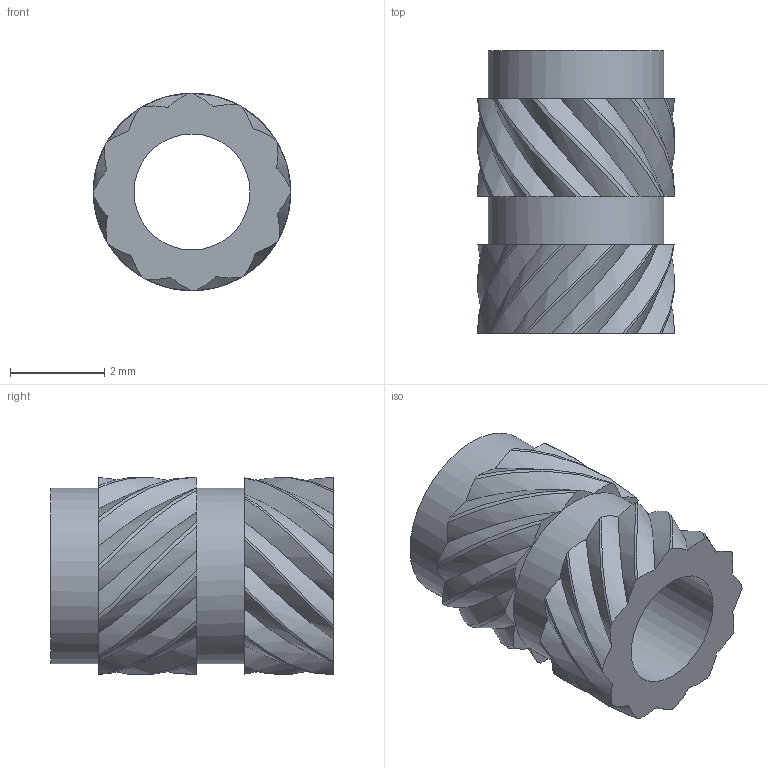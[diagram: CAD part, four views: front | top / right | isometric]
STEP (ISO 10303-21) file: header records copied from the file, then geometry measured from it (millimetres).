
FILE_DESCRIPTION(/* description */ ('Unknown'),/* implementation_level */ '2;1');
FILE_NAME(/* name */ 'M3-insert.step',/* time_stamp */ '2024-09-27T17:49:30+02:00',/* author */ (''),/* organization */ (''),/* preprocessor_version */ 'ST-DEVELOPER v20',/* originating_system */ 'Autodesk Translation Framework v13.20.0.188',/* authorisation */ '');
FILE_SCHEMA (('AUTOMOTIVE_DESIGN { 1 0 10303 214 3 1 1 }'));
Length unit declared in the file: inch
Products named in the file (1): Knurled Insert M3xH6
Bounding box: 4.19 x 6 x 4.19 mm (x, y, z)
Volume: 43.2 mm3; surface area: 147.5 mm2
Topology: 1 solids, 1 shells, 113 faces, 261 edges, 150 vertices
Faces by surface type: bspline 48, plane 38, cylinder 27
Full cylindrical faces by diameter (mm): 2.459 x1, 3.734 x2
Entity records: 5611 total; most frequent: CARTESIAN_POINT 3393, ORIENTED_EDGE 522, DIRECTION 315, EDGE_CURVE 261, AXIS2_PLACEMENT_3D 156, VERTEX_POINT 150, B_SPLINE_CURVE_WITH_KNOTS 144, EDGE_LOOP 115
